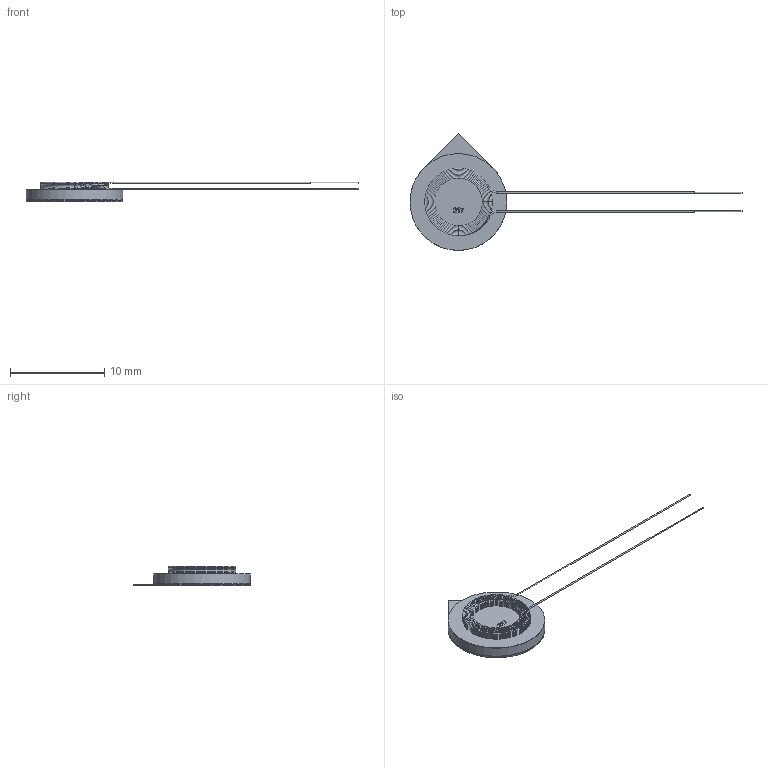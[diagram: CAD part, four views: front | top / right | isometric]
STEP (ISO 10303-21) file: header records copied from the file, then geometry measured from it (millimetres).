
FILE_DESCRIPTION( ( 'Unknown' ), '1' );
FILE_NAME( '760308101217.stp', 'Unknown', ( 'Unknown' ), ( 'Unknown' ), 'PSStep 17.0.49', 'Unknown', ' ' );
FILE_SCHEMA( ( 'AUTOMOTIVE_DESIGN { 1 0 10303 214 1 1 1 1 }' ) );
Length unit declared in the file: millimetre
Products named in the file (7): Assem1; E_adhesive; D_PET; C_ferrite sheet; F_copper coil; B_adhesive tape; A_released paper
Assembly tree (6 placements, depth 2):
  Assem1
    E_adhesive
    D_PET
    C_ferrite sheet
    F_copper coil
    B_adhesive tape
    A_released paper
Bounding box: 35.3 x 12.43 x 2.08 mm (x, y, z)
Volume: 121 mm3; surface area: 1277.8 mm2
Topology: 6 solids, 6 shells, 143 faces, 325 edges, 186 vertices
Faces by surface type: torus 50, bspline 48, plane 30, cylinder 9, extrusion 6
Full cylindrical faces by diameter (mm): 0.12 x2, 0.13 x2, 10.3 x4
Entity records: 8559 total; most frequent: CARTESIAN_POINT 4691, DIRECTION 469, ORIENTED_EDGE 384, EDGE_LOOP 277, FACE_OUTER_BOUND 249, VERTEX_POINT 217, AXIS2_PLACEMENT_3D 211, EDGE_CURVE 192
